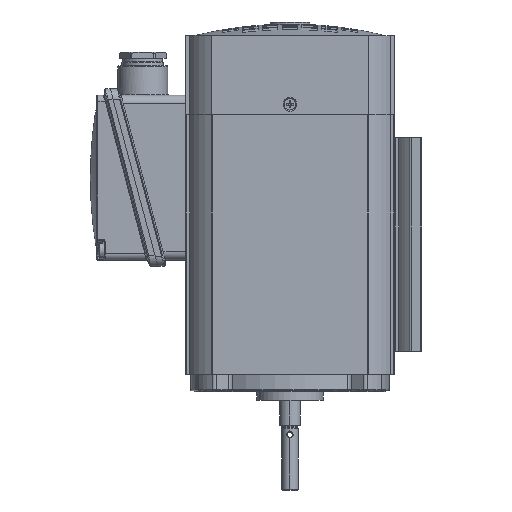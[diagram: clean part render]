
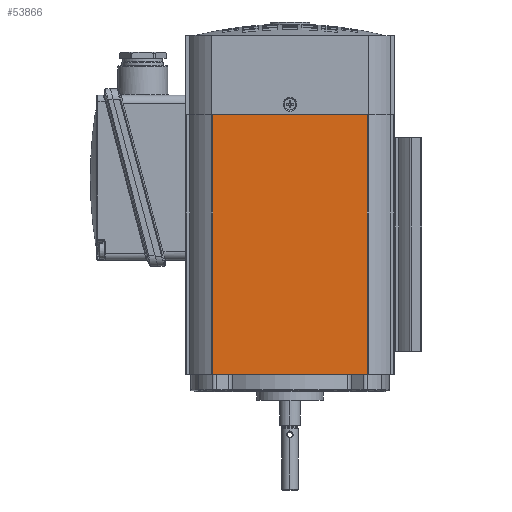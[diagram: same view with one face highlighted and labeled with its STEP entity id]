
A CAD part, front view. The second image highlights one B-rep face of the part: STEP entity #53866.
In plain terms, the highlighted planar face has unit normal (0, -1, 0).
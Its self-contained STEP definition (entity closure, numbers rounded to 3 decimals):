
#1009 = EDGE_CURVE ( 'NONE', #53138, #28260, #54954, .T. ) ;
#5079 = VECTOR ( 'NONE', #48823, 1000. ) ;
#7412 = ORIENTED_EDGE ( 'NONE', *, *, #27444, .T. ) ;
#11138 = DIRECTION ( 'NONE',  ( 1., 0., 0. ) ) ;
#12981 = PLANE ( 'NONE',  #28578 ) ;
#15766 = CARTESIAN_POINT ( 'NONE',  ( -55., -50., -1. ) ) ;
#18850 = ORIENTED_EDGE ( 'NONE', *, *, #23701, .F. ) ;
#20383 = CARTESIAN_POINT ( 'NONE',  ( -37., -50., -1. ) ) ;
#21448 = CARTESIAN_POINT ( 'NONE',  ( 37., -50., -126. ) ) ;
#22339 = CARTESIAN_POINT ( 'NONE',  ( -37., -50., -126. ) ) ;
#22689 = LINE ( 'NONE', #21448, #46790 ) ;
#23701 = EDGE_CURVE ( 'NONE', #50034, #39749, #40327, .T. ) ;
#25421 = DIRECTION ( 'NONE',  ( 0., 0., 1. ) ) ;
#26903 = DIRECTION ( 'NONE',  ( 1., 0., 0. ) ) ;
#27444 = EDGE_CURVE ( 'NONE', #28260, #39749, #22689, .T. ) ;
#28260 = VERTEX_POINT ( 'NONE', #41584 ) ;
#28536 = EDGE_CURVE ( 'NONE', #53138, #50034, #41332, .T. ) ;
#28578 = AXIS2_PLACEMENT_3D ( 'NONE', #22339, #54032, #26903 ) ;
#29964 = ORIENTED_EDGE ( 'NONE', *, *, #1009, .T. ) ;
#36577 = FACE_OUTER_BOUND ( 'NONE', #41493, .T. ) ;
#37442 = ORIENTED_EDGE ( 'NONE', *, *, #28536, .F. ) ;
#38894 = VECTOR ( 'NONE', #11138, 1000. ) ;
#39749 = VERTEX_POINT ( 'NONE', #52611 ) ;
#40327 = LINE ( 'NONE', #15766, #38894 ) ;
#40466 = VECTOR ( 'NONE', #48702, 1000. ) ;
#41332 = LINE ( 'NONE', #53402, #5079 ) ;
#41493 = EDGE_LOOP ( 'NONE', ( #29964, #7412, #18850, #37442 ) ) ;
#41584 = CARTESIAN_POINT ( 'NONE',  ( 37., -50., -125. ) ) ;
#42863 = CARTESIAN_POINT ( 'NONE',  ( -37., -50., -125. ) ) ;
#44404 = CARTESIAN_POINT ( 'NONE',  ( -55., -50., -125. ) ) ;
#46790 = VECTOR ( 'NONE', #25421, 1000. ) ;
#48702 = DIRECTION ( 'NONE',  ( 1., 0., 0. ) ) ;
#48823 = DIRECTION ( 'NONE',  ( 0., 0., 1. ) ) ;
#50034 = VERTEX_POINT ( 'NONE', #20383 ) ;
#52611 = CARTESIAN_POINT ( 'NONE',  ( 37., -50., -1. ) ) ;
#53138 = VERTEX_POINT ( 'NONE', #42863 ) ;
#53402 = CARTESIAN_POINT ( 'NONE',  ( -37., -50., -126. ) ) ;
#53866 = ADVANCED_FACE ( 'NONE', ( #36577 ), #12981, .T. ) ;
#54032 = DIRECTION ( 'NONE',  ( 0., -1., 0. ) ) ;
#54954 = LINE ( 'NONE', #44404, #40466 ) ;
